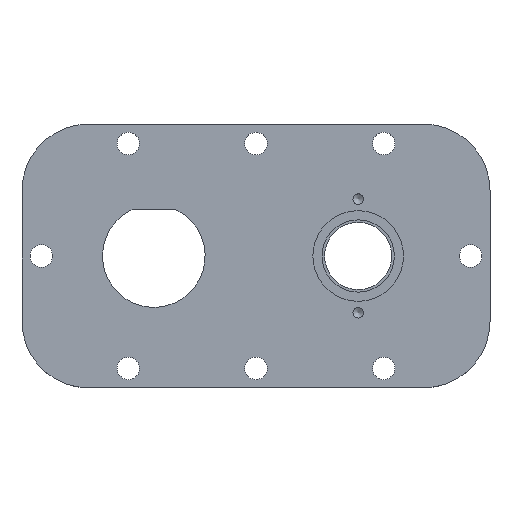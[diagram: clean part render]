
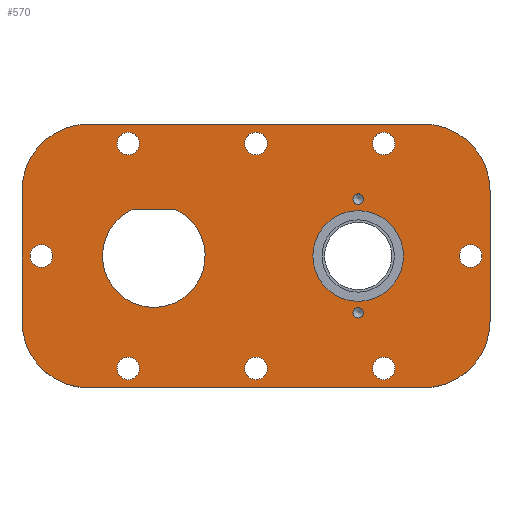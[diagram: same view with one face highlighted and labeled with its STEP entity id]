
A CAD part, top view. The second image highlights one B-rep face of the part: STEP entity #570.
In plain terms, the highlighted planar face has unit normal (0, 0, 1).
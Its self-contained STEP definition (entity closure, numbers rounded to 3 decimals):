
#16=FACE_BOUND('',#100,.T.);
#17=FACE_BOUND('',#101,.T.);
#18=FACE_BOUND('',#102,.T.);
#19=FACE_BOUND('',#103,.T.);
#20=FACE_BOUND('',#104,.T.);
#21=FACE_BOUND('',#105,.T.);
#22=FACE_BOUND('',#106,.T.);
#23=FACE_BOUND('',#107,.T.);
#24=FACE_BOUND('',#108,.T.);
#25=FACE_BOUND('',#109,.T.);
#26=FACE_BOUND('',#110,.T.);
#27=FACE_BOUND('',#111,.T.);
#40=PLANE('',#643);
#67=FACE_OUTER_BOUND('',#99,.T.);
#99=EDGE_LOOP('',(#443,#444,#445,#446,#447,#448,#449,#450));
#100=EDGE_LOOP('',(#451));
#101=EDGE_LOOP('',(#452));
#102=EDGE_LOOP('',(#453,#454,#455,#456));
#103=EDGE_LOOP('',(#457));
#104=EDGE_LOOP('',(#458));
#105=EDGE_LOOP('',(#459));
#106=EDGE_LOOP('',(#460));
#107=EDGE_LOOP('',(#461));
#108=EDGE_LOOP('',(#462));
#109=EDGE_LOOP('',(#463));
#110=EDGE_LOOP('',(#464));
#111=EDGE_LOOP('',(#465));
#153=LINE('',#950,#190);
#154=LINE('',#954,#191);
#155=LINE('',#958,#192);
#156=LINE('',#961,#193);
#157=LINE('',#966,#194);
#190=VECTOR('',#782,1000.);
#191=VECTOR('',#785,1000.);
#192=VECTOR('',#788,1000.);
#193=VECTOR('',#791,1000.);
#194=VECTOR('',#796,1000.);
#211=CIRCLE('',#600,1.025);
#213=CIRCLE('',#604,1.025);
#217=CIRCLE('',#611,8.875);
#218=CIRCLE('',#613,10.05);
#222=CIRCLE('',#619,2.2);
#225=CIRCLE('',#623,2.2);
#226=CIRCLE('',#625,2.2);
#228=CIRCLE('',#628,2.2);
#230=CIRCLE('',#631,2.2);
#233=CIRCLE('',#635,2.2);
#234=CIRCLE('',#637,2.2);
#236=CIRCLE('',#640,2.2);
#238=CIRCLE('',#644,13.);
#239=CIRCLE('',#645,13.);
#240=CIRCLE('',#646,13.);
#241=CIRCLE('',#647,13.);
#242=CIRCLE('',#648,1.5);
#243=CIRCLE('',#649,1.5);
#251=VERTEX_POINT('',#854);
#254=VERTEX_POINT('',#863);
#259=VERTEX_POINT('',#878);
#260=VERTEX_POINT('',#882);
#261=VERTEX_POINT('',#883);
#266=VERTEX_POINT('',#897);
#269=VERTEX_POINT('',#905);
#270=VERTEX_POINT('',#909);
#272=VERTEX_POINT('',#915);
#274=VERTEX_POINT('',#921);
#277=VERTEX_POINT('',#929);
#278=VERTEX_POINT('',#933);
#280=VERTEX_POINT('',#939);
#282=VERTEX_POINT('',#946);
#283=VERTEX_POINT('',#947);
#284=VERTEX_POINT('',#949);
#285=VERTEX_POINT('',#951);
#286=VERTEX_POINT('',#953);
#287=VERTEX_POINT('',#955);
#288=VERTEX_POINT('',#957);
#289=VERTEX_POINT('',#959);
#290=VERTEX_POINT('',#962);
#291=VERTEX_POINT('',#964);
#304=EDGE_CURVE('',#251,#251,#211,.T.);
#308=EDGE_CURVE('',#254,#254,#213,.T.);
#315=EDGE_CURVE('',#259,#259,#217,.T.);
#316=EDGE_CURVE('',#260,#261,#218,.T.);
#323=EDGE_CURVE('',#266,#266,#222,.T.);
#328=EDGE_CURVE('',#269,#269,#225,.T.);
#329=EDGE_CURVE('',#270,#270,#226,.T.);
#332=EDGE_CURVE('',#272,#272,#228,.T.);
#335=EDGE_CURVE('',#274,#274,#230,.T.);
#340=EDGE_CURVE('',#277,#277,#233,.T.);
#341=EDGE_CURVE('',#278,#278,#234,.T.);
#344=EDGE_CURVE('',#280,#280,#236,.T.);
#347=EDGE_CURVE('',#282,#283,#238,.T.);
#348=EDGE_CURVE('',#283,#284,#153,.T.);
#349=EDGE_CURVE('',#284,#285,#239,.T.);
#350=EDGE_CURVE('',#285,#286,#154,.T.);
#351=EDGE_CURVE('',#286,#287,#240,.T.);
#352=EDGE_CURVE('',#287,#288,#155,.T.);
#353=EDGE_CURVE('',#288,#289,#241,.T.);
#354=EDGE_CURVE('',#289,#282,#156,.T.);
#355=EDGE_CURVE('',#261,#290,#242,.T.);
#356=EDGE_CURVE('',#291,#260,#243,.T.);
#357=EDGE_CURVE('',#290,#291,#157,.T.);
#443=ORIENTED_EDGE('',*,*,#347,.T.);
#444=ORIENTED_EDGE('',*,*,#348,.T.);
#445=ORIENTED_EDGE('',*,*,#349,.T.);
#446=ORIENTED_EDGE('',*,*,#350,.T.);
#447=ORIENTED_EDGE('',*,*,#351,.T.);
#448=ORIENTED_EDGE('',*,*,#352,.T.);
#449=ORIENTED_EDGE('',*,*,#353,.T.);
#450=ORIENTED_EDGE('',*,*,#354,.T.);
#451=ORIENTED_EDGE('',*,*,#332,.F.);
#452=ORIENTED_EDGE('',*,*,#328,.T.);
#453=ORIENTED_EDGE('',*,*,#355,.F.);
#454=ORIENTED_EDGE('',*,*,#316,.F.);
#455=ORIENTED_EDGE('',*,*,#356,.F.);
#456=ORIENTED_EDGE('',*,*,#357,.F.);
#457=ORIENTED_EDGE('',*,*,#304,.F.);
#458=ORIENTED_EDGE('',*,*,#308,.F.);
#459=ORIENTED_EDGE('',*,*,#315,.F.);
#460=ORIENTED_EDGE('',*,*,#323,.T.);
#461=ORIENTED_EDGE('',*,*,#329,.F.);
#462=ORIENTED_EDGE('',*,*,#335,.F.);
#463=ORIENTED_EDGE('',*,*,#340,.F.);
#464=ORIENTED_EDGE('',*,*,#341,.T.);
#465=ORIENTED_EDGE('',*,*,#344,.T.);
#570=ADVANCED_FACE('',(#67,#16,#17,#18,#19,#20,#21,#22,#23,#24,#25,#26,
#27),#40,.F.);
#600=AXIS2_PLACEMENT_3D('',#856,#676,#677);
#604=AXIS2_PLACEMENT_3D('',#865,#686,#687);
#611=AXIS2_PLACEMENT_3D('',#880,#703,#704);
#613=AXIS2_PLACEMENT_3D('',#884,#707,#708);
#619=AXIS2_PLACEMENT_3D('',#898,#722,#723);
#623=AXIS2_PLACEMENT_3D('',#907,#732,#733);
#625=AXIS2_PLACEMENT_3D('',#910,#736,#737);
#628=AXIS2_PLACEMENT_3D('',#916,#743,#744);
#631=AXIS2_PLACEMENT_3D('',#922,#750,#751);
#635=AXIS2_PLACEMENT_3D('',#931,#760,#761);
#637=AXIS2_PLACEMENT_3D('',#934,#764,#765);
#640=AXIS2_PLACEMENT_3D('',#940,#771,#772);
#643=AXIS2_PLACEMENT_3D('',#945,#778,#779);
#644=AXIS2_PLACEMENT_3D('',#948,#780,#781);
#645=AXIS2_PLACEMENT_3D('',#952,#783,#784);
#646=AXIS2_PLACEMENT_3D('',#956,#786,#787);
#647=AXIS2_PLACEMENT_3D('',#960,#789,#790);
#648=AXIS2_PLACEMENT_3D('',#963,#792,#793);
#649=AXIS2_PLACEMENT_3D('',#965,#794,#795);
#676=DIRECTION('center_axis',(0.,0.,1.));
#677=DIRECTION('ref_axis',(1.,0.,0.));
#686=DIRECTION('center_axis',(0.,0.,1.));
#687=DIRECTION('ref_axis',(1.,0.,0.));
#703=DIRECTION('center_axis',(0.,0.,1.));
#704=DIRECTION('ref_axis',(1.,0.,0.));
#707=DIRECTION('center_axis',(0.,0.,1.));
#708=DIRECTION('ref_axis',(-1.,0.,0.));
#722=DIRECTION('center_axis',(0.,0.,-1.));
#723=DIRECTION('ref_axis',(1.,0.,0.));
#732=DIRECTION('center_axis',(0.,0.,-1.));
#733=DIRECTION('ref_axis',(-1.,0.,0.));
#736=DIRECTION('center_axis',(0.,0.,1.));
#737=DIRECTION('ref_axis',(1.,0.,0.));
#743=DIRECTION('center_axis',(0.,0.,1.));
#744=DIRECTION('ref_axis',(-1.,0.,0.));
#750=DIRECTION('center_axis',(0.,0.,1.));
#751=DIRECTION('ref_axis',(-1.,0.,0.));
#760=DIRECTION('center_axis',(0.,0.,1.));
#761=DIRECTION('ref_axis',(1.,0.,0.));
#764=DIRECTION('center_axis',(0.,0.,-1.));
#765=DIRECTION('ref_axis',(-1.,0.,0.));
#771=DIRECTION('center_axis',(0.,0.,-1.));
#772=DIRECTION('ref_axis',(-1.,0.,0.));
#778=DIRECTION('center_axis',(0.,0.,-1.));
#779=DIRECTION('ref_axis',(-1.,0.,0.));
#780=DIRECTION('center_axis',(0.,0.,1.));
#781=DIRECTION('ref_axis',(-1.,0.,0.));
#782=DIRECTION('',(0.,-1.,0.));
#783=DIRECTION('center_axis',(0.,0.,1.));
#784=DIRECTION('ref_axis',(1.,0.,0.));
#785=DIRECTION('',(1.,0.,0.));
#786=DIRECTION('center_axis',(0.,0.,1.));
#787=DIRECTION('ref_axis',(-1.,0.,0.));
#788=DIRECTION('',(0.,1.,0.));
#789=DIRECTION('center_axis',(0.,0.,1.));
#790=DIRECTION('ref_axis',(1.,0.,0.));
#791=DIRECTION('',(-1.,0.,0.));
#792=DIRECTION('center_axis',(0.,0.,1.));
#793=DIRECTION('ref_axis',(-1.,0.,0.));
#794=DIRECTION('center_axis',(0.,0.,1.));
#795=DIRECTION('ref_axis',(-1.,0.,0.));
#796=DIRECTION('',(-1.,0.,0.));
#854=CARTESIAN_POINT('',(18.975,11.125,4.));
#856=CARTESIAN_POINT('Origin',(20.,11.125,4.));
#863=CARTESIAN_POINT('',(18.975,-11.125,4.));
#865=CARTESIAN_POINT('Origin',(20.,-11.125,4.));
#878=CARTESIAN_POINT('',(11.125,0.,4.));
#880=CARTESIAN_POINT('Origin',(20.,0.,4.));
#882=CARTESIAN_POINT('',(-24.716,8.875,4.));
#883=CARTESIAN_POINT('',(-15.284,8.875,4.));
#884=CARTESIAN_POINT('Origin',(-20.,0.,4.));
#897=CARTESIAN_POINT('',(27.2,22.,4.));
#898=CARTESIAN_POINT('Origin',(25.,22.,4.));
#905=CARTESIAN_POINT('',(39.8,0.,4.));
#907=CARTESIAN_POINT('Origin',(42.,0.,4.));
#909=CARTESIAN_POINT('',(27.2,-22.,4.));
#910=CARTESIAN_POINT('Origin',(25.,-22.,4.));
#915=CARTESIAN_POINT('',(-22.8,22.,4.));
#916=CARTESIAN_POINT('Origin',(-25.,22.,4.));
#921=CARTESIAN_POINT('',(2.2,22.,4.));
#922=CARTESIAN_POINT('Origin',(0.,22.,4.));
#929=CARTESIAN_POINT('',(-44.2,0.,4.));
#931=CARTESIAN_POINT('Origin',(-42.,0.,4.));
#933=CARTESIAN_POINT('',(-22.8,-22.,4.));
#934=CARTESIAN_POINT('Origin',(-25.,-22.,4.));
#939=CARTESIAN_POINT('',(2.2,-22.,4.));
#940=CARTESIAN_POINT('Origin',(0.,-22.,4.));
#945=CARTESIAN_POINT('Origin',(-32.8,12.8,4.));
#946=CARTESIAN_POINT('',(-32.8,25.8,4.));
#947=CARTESIAN_POINT('',(-45.8,12.8,4.));
#948=CARTESIAN_POINT('Origin',(-32.8,12.8,4.));
#949=CARTESIAN_POINT('',(-45.8,-12.8,4.));
#950=CARTESIAN_POINT('',(-45.8,12.8,4.));
#951=CARTESIAN_POINT('',(-32.8,-25.8,4.));
#952=CARTESIAN_POINT('Origin',(-32.8,-12.8,4.));
#953=CARTESIAN_POINT('',(32.8,-25.8,4.));
#954=CARTESIAN_POINT('',(-32.8,-25.8,4.));
#955=CARTESIAN_POINT('',(45.8,-12.8,4.));
#956=CARTESIAN_POINT('Origin',(32.8,-12.8,4.));
#957=CARTESIAN_POINT('',(45.8,12.8,4.));
#958=CARTESIAN_POINT('',(45.8,12.8,4.));
#959=CARTESIAN_POINT('',(32.8,25.8,4.));
#960=CARTESIAN_POINT('Origin',(32.8,12.8,4.));
#961=CARTESIAN_POINT('',(-32.8,25.8,4.));
#962=CARTESIAN_POINT('',(-15.988,9.05,4.));
#963=CARTESIAN_POINT('Origin',(-15.988,7.55,4.));
#964=CARTESIAN_POINT('',(-24.012,9.05,4.));
#965=CARTESIAN_POINT('Origin',(-24.012,7.55,4.));
#966=CARTESIAN_POINT('',(-32.8,9.05,4.));
